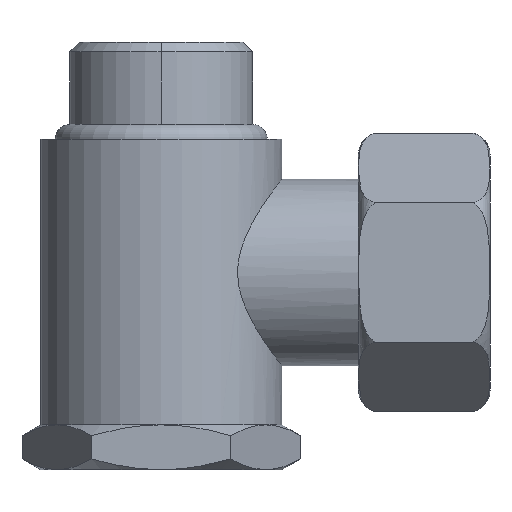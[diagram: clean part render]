
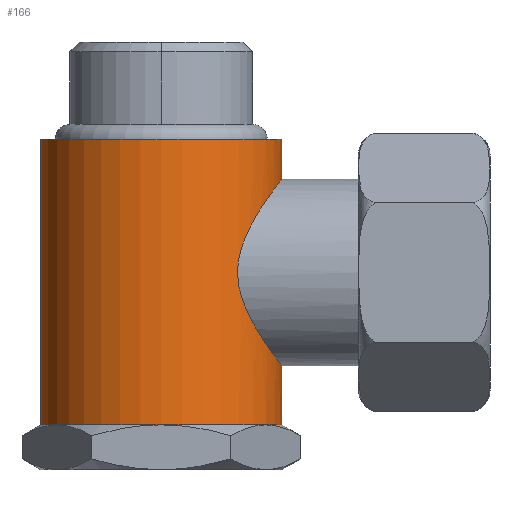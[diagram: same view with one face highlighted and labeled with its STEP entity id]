
A CAD part, front view. The second image highlights one B-rep face of the part: STEP entity #166.
In plain terms, the highlighted cylindrical face has radius 11 mm (diameter 22 mm), a partial arc.
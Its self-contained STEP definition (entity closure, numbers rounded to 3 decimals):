
#166=ADVANCED_FACE('NONE',(#336),#337,.T.);
#336=FACE_OUTER_BOUND('',#506,.T.);
#337=CYLINDRICAL_SURFACE('',#507,11.0);
#506=EDGE_LOOP('',(#902,#903,#904,#905,#906,#907,#908,#909,#910));
#507=AXIS2_PLACEMENT_3D('',#911,#912,#913);
#902=ORIENTED_EDGE('',*,*,#1030,.F.);
#903=ORIENTED_EDGE('',*,*,#1147,.T.);
#904=ORIENTED_EDGE('',*,*,#1036,.F.);
#905=ORIENTED_EDGE('',*,*,#1088,.T.);
#906=ORIENTED_EDGE('',*,*,#1120,.T.);
#907=ORIENTED_EDGE('',*,*,#1128,.T.);
#908=ORIENTED_EDGE('',*,*,#1001,.T.);
#909=ORIENTED_EDGE('',*,*,#1032,.F.);
#910=ORIENTED_EDGE('',*,*,#1142,.T.);
#911=CARTESIAN_POINT('',(0.0,0.,12.166));
#912=DIRECTION('',(0.0,0.,1.0));
#913=DIRECTION('',(1.0,0.0,0.0));
#1001=EDGE_CURVE('NONE',#1183,#1184,#1185,.T.);
#1030=EDGE_CURVE('',#1234,#1235,#1236,.T.);
#1032=EDGE_CURVE('',#1237,#1184,#1239,.T.);
#1036=EDGE_CURVE('',#1244,#1246,#1247,.T.);
#1088=EDGE_CURVE('NONE',#1244,#1279,#1323,.T.);
#1120=EDGE_CURVE('NONE',#1279,#1258,#1363,.T.);
#1128=EDGE_CURVE('NONE',#1258,#1183,#1372,.T.);
#1142=EDGE_CURVE('NONE',#1237,#1235,#1389,.T.);
#1147=EDGE_CURVE('NONE',#1234,#1246,#1394,.T.);
#1183=VERTEX_POINT('NONE',#1454);
#1184=VERTEX_POINT('',#1455);
#1185=CIRCLE('',#1456,11.0);
#1234=VERTEX_POINT('NONE',#1655);
#1235=VERTEX_POINT('NONE',#1656);
#1236=LINE('',#1657,#1658);
#1237=VERTEX_POINT('',#1659);
#1239=LINE('',#1713,#1714);
#1244=VERTEX_POINT('',#1719);
#1246=VERTEX_POINT('',#1721);
#1247=LINE('',#1722,#1723);
#1258=VERTEX_POINT('NONE',#1748);
#1279=VERTEX_POINT('NONE',#1794);
#1323=CIRCLE('',#1957,11.0);
#1363=CIRCLE('',#2136,11.0);
#1372=CIRCLE('',#2180,11.0);
#1389=B_SPLINE_CURVE_WITH_KNOTS('',3,(#2249,#2250,#2251,#2252,#2253,#2254,#2255,#2256,#2257,#2258,#2259,#2260,#2261,#2262,#2263,#2264,#2265,#2266,#2267,#2268,#2269,#2270,#2271,#2272,#2273,#2274,#2275,#2276,#2277,#2278,#2279,#2280,#2281,#2282,#2283,#2284,#2285,#2286,#2287,#2288,#2289,#2290,#2291,#2292,#2293,#2294,#2295,#2296,#2297,#2298),.UNSPECIFIED.,.F.,.F.,(4,2,2,2,2,2,2,2,2,2,2,2,2,2,2,2,2,2,2,2,2,2,2,2,4),(0.028,0.029,0.03,0.031,0.032,0.033,0.035,0.037,0.038,0.039,0.04,0.041,0.042,0.043,0.044,0.045,0.047,0.048,0.049,0.051,0.052,0.052,0.054,0.055,0.056),.UNSPECIFIED.);
#1394=CIRCLE('',#2303,11.0);
#1454=CARTESIAN_POINT('',(9.526,-5.5,-13.905));
#1455=CARTESIAN_POINT('',(11.0,0.,-13.905));
#1456=AXIS2_PLACEMENT_3D('',#2333,#2334,#2335);
#1655=CARTESIAN_POINT('',(11.0,0.,12.166));
#1656=CARTESIAN_POINT('',(11.0,0.,8.505));
#1657=CARTESIAN_POINT('',(11.0,0.,12.166));
#1658=VECTOR('',#2370,1.0);
#1659=CARTESIAN_POINT('',(11.0,0.,-8.505));
#1713=CARTESIAN_POINT('',(11.0,0.,12.166));
#1714=VECTOR('',#2371,1.0);
#1719=CARTESIAN_POINT('',(-11.0,0.,-13.905));
#1721=CARTESIAN_POINT('',(-11.0,0.,12.166));
#1722=CARTESIAN_POINT('',(-11.0,0.,12.166));
#1723=VECTOR('',#2381,1.0);
#1748=CARTESIAN_POINT('',(0.,-11.0,-13.905));
#1794=CARTESIAN_POINT('',(-9.526,-5.5,-13.905));
#1957=AXIS2_PLACEMENT_3D('',#2433,#2434,#2435);
#2136=AXIS2_PLACEMENT_3D('',#2468,#2469,#2470);
#2180=AXIS2_PLACEMENT_3D('',#2477,#2478,#2479);
#2249=CARTESIAN_POINT('',(11.0,0.,-8.505));
#2250=CARTESIAN_POINT('',(11.,-0.285,-8.505));
#2251=CARTESIAN_POINT('',(10.989,-0.573,-8.49));
#2252=CARTESIAN_POINT('',(10.944,-1.147,-8.432));
#2253=CARTESIAN_POINT('',(10.91,-1.434,-8.388));
#2254=CARTESIAN_POINT('',(10.776,-2.283,-8.213));
#2255=CARTESIAN_POINT('',(10.641,-2.838,-8.037));
#2256=CARTESIAN_POINT('',(10.393,-3.613,-7.704));
#2257=CARTESIAN_POINT('',(10.303,-3.863,-7.582));
#2258=CARTESIAN_POINT('',(10.107,-4.348,-7.314));
#2259=CARTESIAN_POINT('',(10.003,-4.584,-7.169));
#2260=CARTESIAN_POINT('',(9.673,-5.261,-6.705));
#2261=CARTESIAN_POINT('',(9.436,-5.671,-6.361));
#2262=CARTESIAN_POINT('',(8.943,-6.42,-5.604));
#2263=CARTESIAN_POINT('',(8.687,-6.759,-5.189));
#2264=CARTESIAN_POINT('',(8.192,-7.351,-4.31));
#2265=CARTESIAN_POINT('',(7.952,-7.606,-3.844));
#2266=CARTESIAN_POINT('',(7.627,-7.928,-3.092));
#2267=CARTESIAN_POINT('',(7.524,-8.025,-2.83));
#2268=CARTESIAN_POINT('',(7.34,-8.194,-2.296));
#2269=CARTESIAN_POINT('',(7.259,-8.265,-2.024));
#2270=CARTESIAN_POINT('',(7.123,-8.382,-1.466));
#2271=CARTESIAN_POINT('',(7.069,-8.428,-1.179));
#2272=CARTESIAN_POINT('',(6.995,-8.489,-0.594));
#2273=CARTESIAN_POINT('',(6.977,-8.504,-0.301));
#2274=CARTESIAN_POINT('',(6.976,-8.505,0.282));
#2275=CARTESIAN_POINT('',(6.994,-8.49,0.574));
#2276=CARTESIAN_POINT('',(7.065,-8.431,1.156));
#2277=CARTESIAN_POINT('',(7.119,-8.386,1.446));
#2278=CARTESIAN_POINT('',(7.321,-8.212,2.284));
#2279=CARTESIAN_POINT('',(7.509,-8.044,2.816));
#2280=CARTESIAN_POINT('',(7.944,-7.615,3.827));
#2281=CARTESIAN_POINT('',(8.184,-7.36,4.295));
#2282=CARTESIAN_POINT('',(8.554,-6.918,4.954));
#2283=CARTESIAN_POINT('',(8.68,-6.761,5.167));
#2284=CARTESIAN_POINT('',(8.931,-6.426,5.578));
#2285=CARTESIAN_POINT('',(9.057,-6.247,5.778));
#2286=CARTESIAN_POINT('',(9.427,-5.685,6.348));
#2287=CARTESIAN_POINT('',(9.664,-5.278,6.691));
#2288=CARTESIAN_POINT('',(9.99,-4.61,7.152));
#2289=CARTESIAN_POINT('',(10.094,-4.379,7.296));
#2290=CARTESIAN_POINT('',(10.291,-3.894,7.566));
#2291=CARTESIAN_POINT('',(10.384,-3.641,7.691));
#2292=CARTESIAN_POINT('',(10.634,-2.866,8.027));
#2293=CARTESIAN_POINT('',(10.767,-2.324,8.202));
#2294=CARTESIAN_POINT('',(10.906,-1.467,8.382));
#2295=CARTESIAN_POINT('',(10.941,-1.176,8.428));
#2296=CARTESIAN_POINT('',(10.988,-0.591,8.489));
#2297=CARTESIAN_POINT('',(11.0,-0.296,8.505));
#2298=CARTESIAN_POINT('',(11.0,0.,8.505));
#2303=AXIS2_PLACEMENT_3D('',#2494,#2495,#2496);
#2333=CARTESIAN_POINT('',(0.0,0.,-13.905));
#2334=DIRECTION('',(-0.0,0.0,1.0));
#2335=DIRECTION('',(0.0,-1.0,0.0));
#2370=DIRECTION('',(-0.0,0.,-1.0));
#2371=DIRECTION('',(-0.0,0.,-1.0));
#2381=DIRECTION('',(0.0,0.,1.0));
#2433=CARTESIAN_POINT('',(0.0,0.,-13.905));
#2434=DIRECTION('',(-0.0,0.0,1.0));
#2435=DIRECTION('',(0.0,-1.0,0.0));
#2468=CARTESIAN_POINT('',(0.0,0.,-13.905));
#2469=DIRECTION('',(-0.0,0.0,1.0));
#2470=DIRECTION('',(0.0,-1.0,0.0));
#2477=CARTESIAN_POINT('',(0.0,0.,-13.905));
#2478=DIRECTION('',(-0.0,0.0,1.0));
#2479=DIRECTION('',(0.0,-1.0,0.0));
#2494=CARTESIAN_POINT('',(0.0,0.,12.166));
#2495=DIRECTION('',(0.0,0.,-1.0));
#2496=DIRECTION('',(1.0,0.0,0.0));
